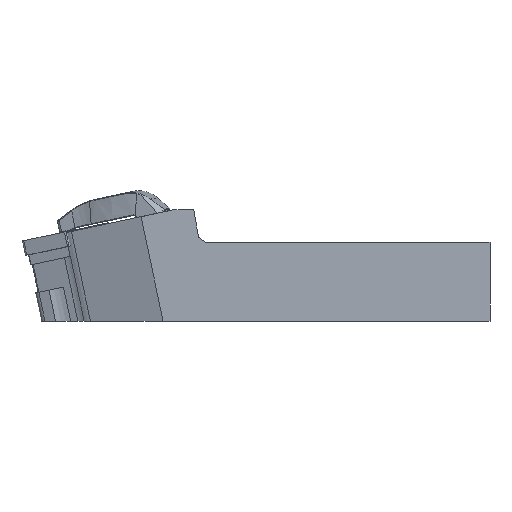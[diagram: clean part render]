
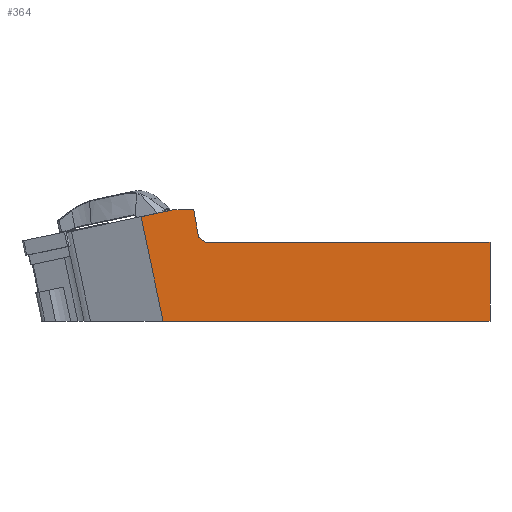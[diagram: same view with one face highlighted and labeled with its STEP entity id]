
A CAD part, front view. The second image highlights one B-rep face of the part: STEP entity #364.
In plain terms, the highlighted planar face has unit normal (0, -1, 0).
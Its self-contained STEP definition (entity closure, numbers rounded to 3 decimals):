
#364=ADVANCED_FACE('',(#556),#488,.F.);
#488=PLANE('',#2380);
#556=FACE_OUTER_BOUND('',#685,.T.);
#685=EDGE_LOOP('',(#886,#887,#888,#889,#890,#891,#892,#893));
#886=ORIENTED_EDGE('',*,*,#1746,.F.);
#887=ORIENTED_EDGE('',*,*,#1698,.T.);
#888=ORIENTED_EDGE('',*,*,#1747,.T.);
#889=ORIENTED_EDGE('',*,*,#1748,.F.);
#890=ORIENTED_EDGE('',*,*,#1749,.F.);
#891=ORIENTED_EDGE('',*,*,#1750,.F.);
#892=ORIENTED_EDGE('',*,*,#1751,.T.);
#893=ORIENTED_EDGE('',*,*,#1743,.F.);
#1485=VERTEX_POINT('',#3059);
#1486=VERTEX_POINT('',#3061);
#1520=VERTEX_POINT('',#3162);
#1522=VERTEX_POINT('',#3165);
#1524=VERTEX_POINT('',#3172);
#1525=VERTEX_POINT('',#3174);
#1526=VERTEX_POINT('',#3176);
#1527=VERTEX_POINT('',#3178);
#1698=EDGE_CURVE('',#1486,#1485,#2025,.T.);
#1743=EDGE_CURVE('',#1520,#1522,#2056,.T.);
#1746=EDGE_CURVE('',#1486,#1520,#2059,.T.);
#1747=EDGE_CURVE('',#1485,#1524,#2060,.T.);
#1748=EDGE_CURVE('',#1525,#1524,#2061,.T.);
#1749=EDGE_CURVE('',#1526,#1525,#2062,.T.);
#1750=EDGE_CURVE('',#1527,#1526,#2063,.T.);
#1751=EDGE_CURVE('',#1527,#1522,#2064,.T.);
#2025=LINE('',#3060,#2193);
#2056=LINE('',#3164,#2224);
#2059=LINE('',#3170,#2227);
#2060=LINE('',#3171,#2228);
#2061=LINE('',#3173,#2229);
#2062=LINE('',#3175,#2230);
#2063=LINE('',#3177,#2231);
#2064=LINE('',#3179,#2232);
#2193=VECTOR('',#2551,1.);
#2224=VECTOR('',#2620,1.);
#2227=VECTOR('',#2625,1.);
#2228=VECTOR('',#2626,1.);
#2229=VECTOR('',#2627,1.);
#2230=VECTOR('',#2628,1.);
#2231=VECTOR('',#2629,1.);
#2232=VECTOR('',#2630,1.);
#2380=AXIS2_PLACEMENT_3D('',#3180,#2631,#2632);
#2551=DIRECTION('',(-0.978,0.,-0.208));
#2620=DIRECTION('',(0.174,0.,-0.985));
#2625=DIRECTION('',(1.,0.,0.));
#2626=DIRECTION('',(0.208,0.,-0.978));
#2627=DIRECTION('',(-1.,0.,0.));
#2628=DIRECTION('',(0.,0.,-1.));
#2629=DIRECTION('',(1.,0.,0.));
#2630=DIRECTION('',(-0.819,0.,0.574));
#2631=DIRECTION('',(0.,1.,0.));
#2632=DIRECTION('',(-1.,0.,0.));
#3059=CARTESIAN_POINT('',(39.492,-25.,8.087));
#3060=CARTESIAN_POINT('',(-2.527,-25.,-0.844));
#3061=CARTESIAN_POINT('',(49.901,-25.,10.3));
#3162=CARTESIAN_POINT('',(56.184,-25.,10.3));
#3164=CARTESIAN_POINT('',(46.076,-25.,67.622));
#3165=CARTESIAN_POINT('',(57.718,-25.,1.598));
#3170=CARTESIAN_POINT('',(-53.864,-25.,10.3));
#3171=CARTESIAN_POINT('',(42.964,-25.,-8.248));
#3172=CARTESIAN_POINT('',(46.525,-25.,-25.));
#3173=CARTESIAN_POINT('',(-53.864,-25.,-25.));
#3174=CARTESIAN_POINT('',(150.,-25.,-25.));
#3175=CARTESIAN_POINT('',(150.,-25.,50.));
#3176=CARTESIAN_POINT('',(150.,-25.,0.));
#3177=CARTESIAN_POINT('',(58.,-25.,0.));
#3178=CARTESIAN_POINT('',(60.,-25.,0.));
#3179=CARTESIAN_POINT('',(-39.896,-25.,69.948));
#3180=CARTESIAN_POINT('',(-53.864,-25.,50.));
